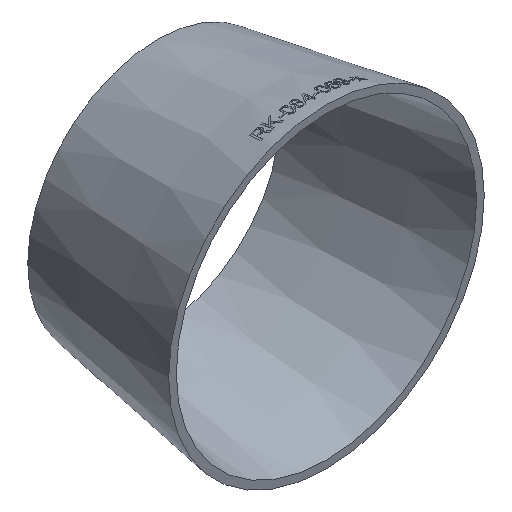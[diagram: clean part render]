
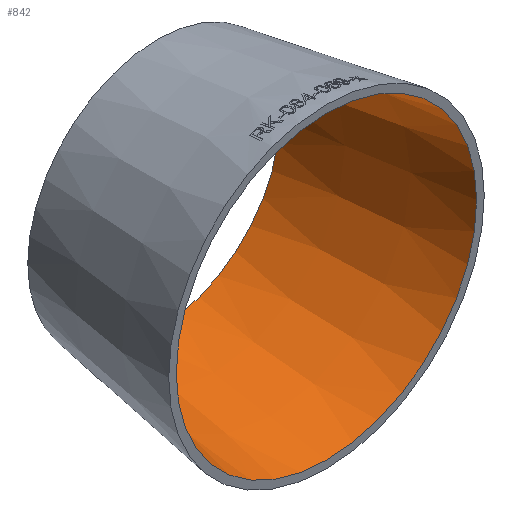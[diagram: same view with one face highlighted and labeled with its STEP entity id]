
A CAD part, isometric view. The second image highlights one B-rep face of the part: STEP entity #842.
In plain terms, the highlighted conical face has half-angle 9.462 degrees and reference radius 39.972 mm.
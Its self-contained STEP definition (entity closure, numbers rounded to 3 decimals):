
#842 = ADVANCED_FACE ( 'NONE', ( #11889, #16710 ), #7603, .F. ) ;
#886 = VERTEX_POINT ( 'NONE', #19696 ) ;
#2930 = CARTESIAN_POINT ( 'NONE',  ( 0., 45., 0. ) ) ;
#3594 = VERTEX_POINT ( 'NONE', #11905 ) ;
#4197 = AXIS2_PLACEMENT_3D ( 'NONE', #5567, #15044, #13784 ) ;
#5438 = DIRECTION ( 'NONE',  ( 0., 0., -1. ) ) ;
#5567 = CARTESIAN_POINT ( 'NONE',  ( 0., 0., 0. ) ) ;
#7603 = CONICAL_SURFACE ( 'NONE', #11246, 39.972, 0.165 ) ;
#9213 = EDGE_CURVE ( 'NONE', #3594, #3594, #16978, .T. ) ;
#9282 = DIRECTION ( 'NONE',  ( 0., 0., -1. ) ) ;
#11098 = EDGE_CURVE ( 'NONE', #886, #886, #11474, .T. ) ;
#11246 = AXIS2_PLACEMENT_3D ( 'NONE', #13356, #19681, #5438 ) ;
#11474 = CIRCLE ( 'NONE', #4197, 39.972 ) ;
#11889 = FACE_BOUND ( 'NONE', #20325, .T. ) ;
#11905 = CARTESIAN_POINT ( 'NONE',  ( 0., 45., -32.472 ) ) ;
#12294 = AXIS2_PLACEMENT_3D ( 'NONE', #2930, #12791, #9282 ) ;
#12791 = DIRECTION ( 'NONE',  ( 0., -1., 0. ) ) ;
#13356 = CARTESIAN_POINT ( 'NONE',  ( 0., 0., 0. ) ) ;
#13784 = DIRECTION ( 'NONE',  ( 0., 0., -1. ) ) ;
#15044 = DIRECTION ( 'NONE',  ( 0., -1., 0. ) ) ;
#15084 = ORIENTED_EDGE ( 'NONE', *, *, #11098, .T. ) ;
#16510 = ORIENTED_EDGE ( 'NONE', *, *, #9213, .F. ) ;
#16710 = FACE_OUTER_BOUND ( 'NONE', #16913, .T. ) ;
#16913 = EDGE_LOOP ( 'NONE', ( #15084 ) ) ;
#16978 = CIRCLE ( 'NONE', #12294, 32.472 ) ;
#19681 = DIRECTION ( 'NONE',  ( 0., -1., 0. ) ) ;
#19696 = CARTESIAN_POINT ( 'NONE',  ( 0., 0., -39.972 ) ) ;
#20325 = EDGE_LOOP ( 'NONE', ( #16510 ) ) ;
